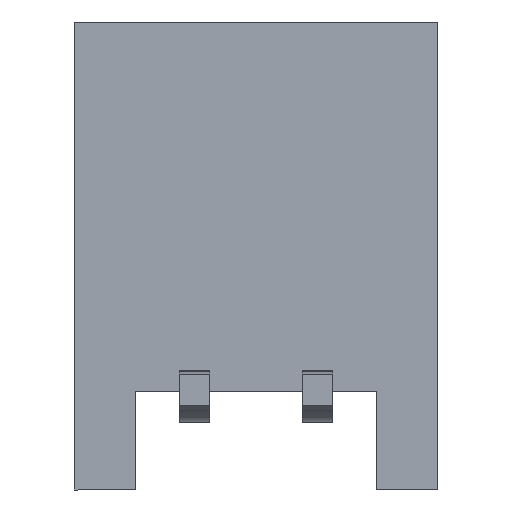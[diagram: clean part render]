
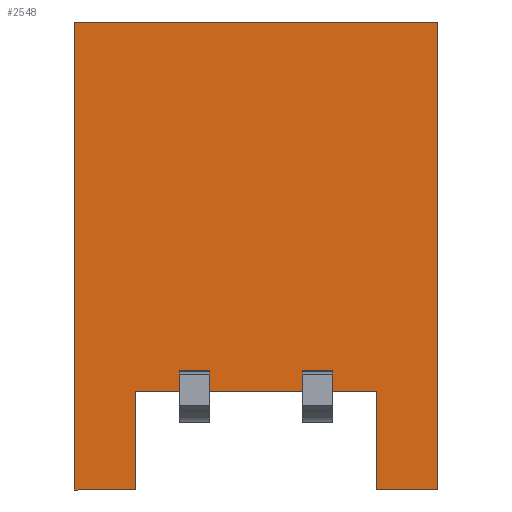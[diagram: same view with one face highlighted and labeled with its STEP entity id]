
A CAD part, front view. The second image highlights one B-rep face of the part: STEP entity #2548.
In plain terms, the highlighted planar face has unit normal (0, -1, 0).
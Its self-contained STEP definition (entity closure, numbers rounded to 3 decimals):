
#8 = VECTOR ( 'NONE', #1410, 1000. ) ;
#11 = VERTEX_POINT ( 'NONE', #2886 ) ;
#16 = DIRECTION ( 'NONE',  ( 0., 0., -1. ) ) ;
#21 = LINE ( 'NONE', #1185, #102 ) ;
#102 = VECTOR ( 'NONE', #1833, 1000. ) ;
#233 = LINE ( 'NONE', #2463, #8 ) ;
#268 = LINE ( 'NONE', #1660, #1626 ) ;
#299 = LINE ( 'NONE', #2552, #527 ) ;
#300 = VERTEX_POINT ( 'NONE', #2544 ) ;
#334 = EDGE_CURVE ( 'NONE', #1415, #2647, #2575, .T. ) ;
#416 = CARTESIAN_POINT ( 'NONE',  ( 2.95, 0., 7.6 ) ) ;
#496 = ORIENTED_EDGE ( 'NONE', *, *, #612, .T. ) ;
#527 = VECTOR ( 'NONE', #2343, 1000. ) ;
#608 = EDGE_CURVE ( 'NONE', #1415, #300, #268, .T. ) ;
#612 = EDGE_CURVE ( 'NONE', #2444, #2023, #21, .T. ) ;
#679 = ORIENTED_EDGE ( 'NONE', *, *, #2346, .T. ) ;
#723 = CARTESIAN_POINT ( 'NONE',  ( -1.95, 0., 0. ) ) ;
#1088 = EDGE_LOOP ( 'NONE', ( #1627, #679, #496, #1370, #1502, #2385, #1143, #1528 ) ) ;
#1105 = VERTEX_POINT ( 'NONE', #2196 ) ;
#1143 = ORIENTED_EDGE ( 'NONE', *, *, #608, .F. ) ;
#1172 = DIRECTION ( 'NONE',  ( 0., 0., 1. ) ) ;
#1174 = LINE ( 'NONE', #1427, #1347 ) ;
#1182 = EDGE_CURVE ( 'NONE', #2647, #1105, #2298, .T. ) ;
#1185 = CARTESIAN_POINT ( 'NONE',  ( 1.95, 0., 0. ) ) ;
#1211 = DIRECTION ( 'NONE',  ( 1., 0., 0. ) ) ;
#1295 = CARTESIAN_POINT ( 'NONE',  ( 2.95, 0., 0. ) ) ;
#1335 = DIRECTION ( 'NONE',  ( 0., 1., 0. ) ) ;
#1347 = VECTOR ( 'NONE', #1380, 1000. ) ;
#1370 = ORIENTED_EDGE ( 'NONE', *, *, #2270, .T. ) ;
#1380 = DIRECTION ( 'NONE',  ( 1., 0., 0. ) ) ;
#1408 = CARTESIAN_POINT ( 'NONE',  ( 2.95, 0., 7.6 ) ) ;
#1410 = DIRECTION ( 'NONE',  ( 1., 0., 0. ) ) ;
#1415 = VERTEX_POINT ( 'NONE', #1523 ) ;
#1427 = CARTESIAN_POINT ( 'NONE',  ( 2.95, 0., 0. ) ) ;
#1502 = ORIENTED_EDGE ( 'NONE', *, *, #1620, .F. ) ;
#1523 = CARTESIAN_POINT ( 'NONE',  ( -2.95, 0., 0. ) ) ;
#1528 = ORIENTED_EDGE ( 'NONE', *, *, #334, .T. ) ;
#1543 = DIRECTION ( 'NONE',  ( 0., 0., -1. ) ) ;
#1620 = EDGE_CURVE ( 'NONE', #11, #1777, #2760, .T. ) ;
#1626 = VECTOR ( 'NONE', #2763, 1000. ) ;
#1627 = ORIENTED_EDGE ( 'NONE', *, *, #1182, .T. ) ;
#1633 = CARTESIAN_POINT ( 'NONE',  ( -1.95, 0., 0. ) ) ;
#1660 = CARTESIAN_POINT ( 'NONE',  ( -2.95, 0., 7.6 ) ) ;
#1777 = VERTEX_POINT ( 'NONE', #2336 ) ;
#1833 = DIRECTION ( 'NONE',  ( 0., 0., -1. ) ) ;
#1910 = CARTESIAN_POINT ( 'NONE',  ( 1.95, 0., 1.6 ) ) ;
#2023 = VERTEX_POINT ( 'NONE', #2919 ) ;
#2196 = CARTESIAN_POINT ( 'NONE',  ( -1.95, 0., 1.6 ) ) ;
#2211 = PLANE ( 'NONE',  #2422 ) ;
#2225 = VECTOR ( 'NONE', #1211, 1000. ) ;
#2270 = EDGE_CURVE ( 'NONE', #2023, #1777, #1174, .T. ) ;
#2298 = LINE ( 'NONE', #723, #2462 ) ;
#2336 = CARTESIAN_POINT ( 'NONE',  ( 2.95, 0., 0. ) ) ;
#2343 = DIRECTION ( 'NONE',  ( 1., 0., 0. ) ) ;
#2346 = EDGE_CURVE ( 'NONE', #1105, #2444, #299, .T. ) ;
#2385 = ORIENTED_EDGE ( 'NONE', *, *, #2674, .F. ) ;
#2422 = AXIS2_PLACEMENT_3D ( 'NONE', #416, #1335, #1543 ) ;
#2444 = VERTEX_POINT ( 'NONE', #1910 ) ;
#2448 = FACE_OUTER_BOUND ( 'NONE', #1088, .T. ) ;
#2462 = VECTOR ( 'NONE', #1172, 1000. ) ;
#2463 = CARTESIAN_POINT ( 'NONE',  ( 2.95, 0., 7.6 ) ) ;
#2544 = CARTESIAN_POINT ( 'NONE',  ( -2.95, 0., 7.6 ) ) ;
#2548 = ADVANCED_FACE ( 'NONE', ( #2448 ), #2211, .F. ) ;
#2552 = CARTESIAN_POINT ( 'NONE',  ( 2.95, 0., 1.6 ) ) ;
#2575 = LINE ( 'NONE', #1295, #2225 ) ;
#2603 = VECTOR ( 'NONE', #16, 1000. ) ;
#2647 = VERTEX_POINT ( 'NONE', #1633 ) ;
#2674 = EDGE_CURVE ( 'NONE', #300, #11, #233, .T. ) ;
#2760 = LINE ( 'NONE', #1408, #2603 ) ;
#2763 = DIRECTION ( 'NONE',  ( 0., 0., 1. ) ) ;
#2886 = CARTESIAN_POINT ( 'NONE',  ( 2.95, 0., 7.6 ) ) ;
#2919 = CARTESIAN_POINT ( 'NONE',  ( 1.95, 0., 0. ) ) ;
